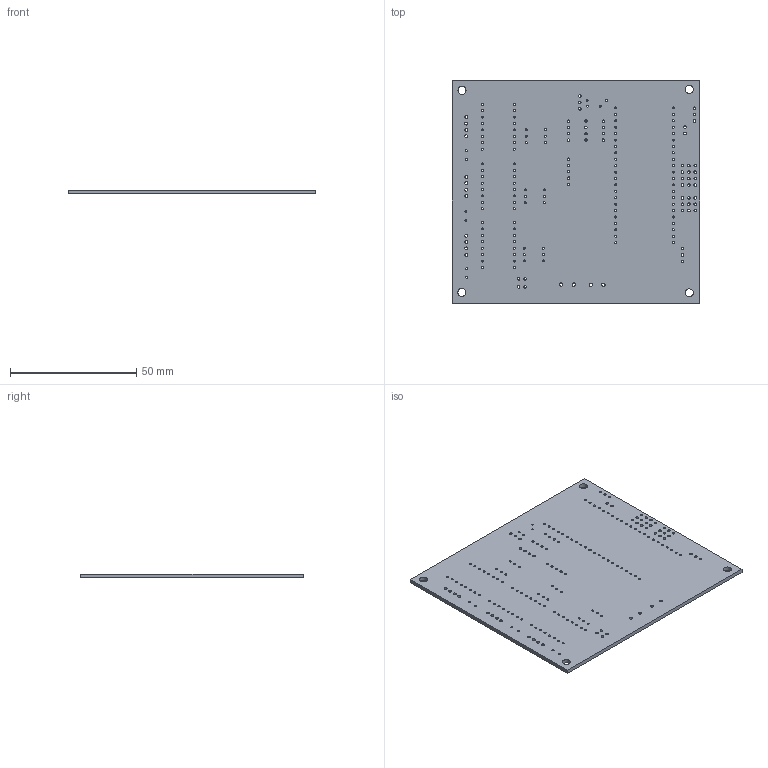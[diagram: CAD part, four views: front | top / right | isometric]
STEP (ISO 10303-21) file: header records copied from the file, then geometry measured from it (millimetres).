
FILE_DESCRIPTION(('KiCad electronic assembly'),'2;1');
FILE_NAME('MainBoardV2.step','2023-10-21T21:10:09',('Pcbnew'),('Kicad'), 'Open CASCADE STEP processor 7.6','KiCad to STEP converter','Unknown' );
FILE_SCHEMA(('AUTOMOTIVE_DESIGN { 1 0 10303 214 1 1 1 1 }'));
Length unit declared in the file: millimetre
Products named in the file (2): MainBoardV2 1; _autosave-MainBoardV2 PCB
Assembly tree (1 placements, depth 2):
  MainBoardV2 1
    _autosave-MainBoardV2 PCB
Bounding box: 97.97 x 87.93 x 1.58 mm (x, y, z)
Volume: 13372.5 mm3; surface area: 18408.7 mm2
Topology: 1 solids, 1 shells, 199 faces, 591 edges, 394 vertices
Faces by surface type: cylinder 193, plane 6
Full cylindrical faces by diameter (mm): 0.7 x4, 0.8 x116, 0.95 x17, 1 x36, 1.19 x12, 1.32 x4, 3.2 x4
Entity records: 16571 total; most frequent: CARTESIAN_POINT 4684, DIRECTION 2175, ORIENTED_EDGE 1182, PCURVE 1182, DEFINITIONAL_REPRESENTATION 1182, LINE 1001, VECTOR 1001, EDGE_CURVE 591
